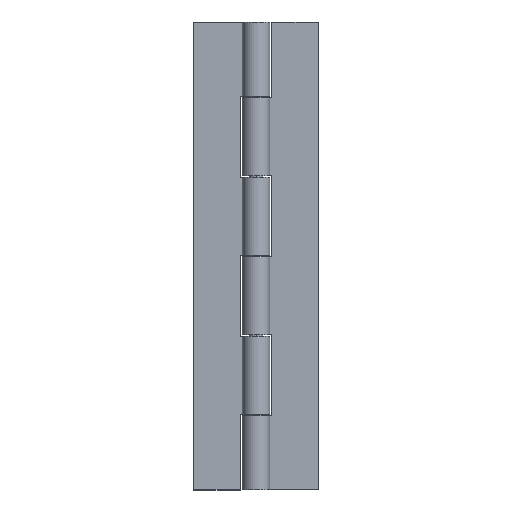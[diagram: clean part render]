
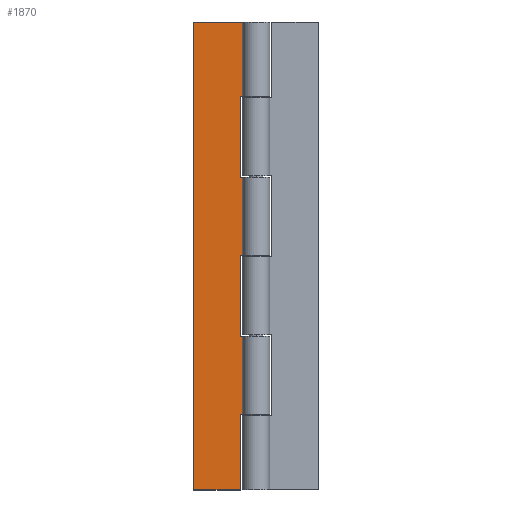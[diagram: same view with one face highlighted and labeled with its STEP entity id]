
A CAD part, top view. The second image highlights one B-rep face of the part: STEP entity #1870.
In plain terms, the highlighted planar face has unit normal (0, 0, 1).
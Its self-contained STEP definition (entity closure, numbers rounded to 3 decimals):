
#49 = EDGE_CURVE ( 'NONE', #70, #53, #828, .T. ) ;
#53 = VERTEX_POINT ( 'NONE', #822 ) ;
#54 = VERTEX_POINT ( 'NONE', #821 ) ;
#55 = ORIENTED_EDGE ( 'NONE', *, *, #56, .F. ) ;
#56 = EDGE_CURVE ( 'NONE', #54, #53, #884, .T. ) ;
#57 = ORIENTED_EDGE ( 'NONE', *, *, #62, .T. ) ;
#58 = ORIENTED_EDGE ( 'NONE', *, *, #65, .T. ) ;
#59 = ORIENTED_EDGE ( 'NONE', *, *, #619, .F. ) ;
#60 = ORIENTED_EDGE ( 'NONE', *, *, #61, .T. ) ;
#61 = EDGE_CURVE ( 'NONE', #632, #1871, #880, .T. ) ;
#62 = EDGE_CURVE ( 'NONE', #68, #69, #876, .T. ) ;
#63 = ORIENTED_EDGE ( 'NONE', *, *, #49, .T. ) ;
#64 = ORIENTED_EDGE ( 'NONE', *, *, #66, .T. ) ;
#65 = EDGE_CURVE ( 'NONE', #69, #628, #872, .T. ) ;
#66 = EDGE_CURVE ( 'NONE', #54, #68, #868, .T. ) ;
#67 = ORIENTED_EDGE ( 'NONE', *, *, #73, .T. ) ;
#68 = VERTEX_POINT ( 'NONE', #864 ) ;
#69 = VERTEX_POINT ( 'NONE', #863 ) ;
#70 = VERTEX_POINT ( 'NONE', #862 ) ;
#73 = EDGE_CURVE ( 'NONE', #614, #70, #861, .T. ) ;
#614 = VERTEX_POINT ( 'NONE', #1099 ) ;
#617 = EDGE_CURVE ( 'NONE', #618, #614, #1094, .T. ) ;
#618 = VERTEX_POINT ( 'NONE', #1090 ) ;
#619 = EDGE_CURVE ( 'NONE', #632, #628, #1089, .T. ) ;
#628 = VERTEX_POINT ( 'NONE', #1136 ) ;
#632 = VERTEX_POINT ( 'NONE', #1129 ) ;
#648 = VERTEX_POINT ( 'NONE', #1168 ) ;
#650 = EDGE_CURVE ( 'NONE', #648, #656, #1167, .T. ) ;
#656 = VERTEX_POINT ( 'NONE', #1157 ) ;
#658 = EDGE_CURVE ( 'NONE', #656, #659, #1156, .T. ) ;
#659 = VERTEX_POINT ( 'NONE', #1152 ) ;
#821 = CARTESIAN_POINT ( 'NONE',  ( -2.872, -20.6, -2. ) ) ;
#822 = CARTESIAN_POINT ( 'NONE',  ( -2.872, -40.6, -2. ) ) ;
#825 = DIRECTION ( 'NONE',  ( 1., 0., 0. ) ) ;
#826 = VECTOR ( 'NONE', #825, 1000. ) ;
#827 = CARTESIAN_POINT ( 'NONE',  ( -2.872, -40.6, -2. ) ) ;
#828 = LINE ( 'NONE', #827, #826 ) ;
#858 = DIRECTION ( 'NONE',  ( 0., 1., 0. ) ) ;
#859 = VECTOR ( 'NONE', #858, 1000. ) ;
#860 = CARTESIAN_POINT ( 'NONE',  ( -4., 60., -2. ) ) ;
#861 = LINE ( 'NONE', #860, #859 ) ;
#862 = CARTESIAN_POINT ( 'NONE',  ( -4., -40.6, -2. ) ) ;
#863 = CARTESIAN_POINT ( 'NONE',  ( -4., 0.2, -2. ) ) ;
#864 = CARTESIAN_POINT ( 'NONE',  ( -4., -20.6, -2. ) ) ;
#865 = DIRECTION ( 'NONE',  ( -1., 0., 0. ) ) ;
#866 = VECTOR ( 'NONE', #865, 1000. ) ;
#867 = CARTESIAN_POINT ( 'NONE',  ( -2.872, -20.6, -2. ) ) ;
#868 = LINE ( 'NONE', #867, #866 ) ;
#869 = DIRECTION ( 'NONE',  ( 1., 0., 0. ) ) ;
#870 = VECTOR ( 'NONE', #869, 1000. ) ;
#871 = CARTESIAN_POINT ( 'NONE',  ( -2.872, 0.2, -2. ) ) ;
#872 = LINE ( 'NONE', #871, #870 ) ;
#873 = DIRECTION ( 'NONE',  ( 0., 1., 0. ) ) ;
#874 = VECTOR ( 'NONE', #873, 1000. ) ;
#875 = CARTESIAN_POINT ( 'NONE',  ( -4., 60., -2. ) ) ;
#876 = LINE ( 'NONE', #875, #874 ) ;
#877 = DIRECTION ( 'NONE',  ( -1., 0., 0. ) ) ;
#878 = VECTOR ( 'NONE', #877, 1000. ) ;
#879 = CARTESIAN_POINT ( 'NONE',  ( -2.872, 20.2, -2. ) ) ;
#880 = LINE ( 'NONE', #879, #878 ) ;
#881 = DIRECTION ( 'NONE',  ( 0., -1., 0. ) ) ;
#882 = VECTOR ( 'NONE', #881, 1000. ) ;
#883 = CARTESIAN_POINT ( 'NONE',  ( -2.872, 60., -2. ) ) ;
#884 = LINE ( 'NONE', #883, #882 ) ;
#1086 = DIRECTION ( 'NONE',  ( 0., -1., 0. ) ) ;
#1087 = VECTOR ( 'NONE', #1086, 1000. ) ;
#1088 = CARTESIAN_POINT ( 'NONE',  ( -2.872, 60., -2. ) ) ;
#1089 = LINE ( 'NONE', #1088, #1087 ) ;
#1090 = CARTESIAN_POINT ( 'NONE',  ( -16., -60., -2. ) ) ;
#1091 = DIRECTION ( 'NONE',  ( 1., 0., 0. ) ) ;
#1092 = VECTOR ( 'NONE', #1091, 1000. ) ;
#1093 = CARTESIAN_POINT ( 'NONE',  ( -2.872, -60., -2. ) ) ;
#1094 = LINE ( 'NONE', #1093, #1092 ) ;
#1099 = CARTESIAN_POINT ( 'NONE',  ( -4., -60., -2. ) ) ;
#1129 = CARTESIAN_POINT ( 'NONE',  ( -2.872, 20.2, -2. ) ) ;
#1136 = CARTESIAN_POINT ( 'NONE',  ( -2.872, 0.2, -2. ) ) ;
#1152 = CARTESIAN_POINT ( 'NONE',  ( -2.872, 41., -2. ) ) ;
#1153 = DIRECTION ( 'NONE',  ( 0., -1., 0. ) ) ;
#1154 = VECTOR ( 'NONE', #1153, 1000. ) ;
#1155 = CARTESIAN_POINT ( 'NONE',  ( -2.872, 60., -2. ) ) ;
#1156 = LINE ( 'NONE', #1155, #1154 ) ;
#1157 = CARTESIAN_POINT ( 'NONE',  ( -2.872, 60., -2. ) ) ;
#1164 = DIRECTION ( 'NONE',  ( 1., 0., 0. ) ) ;
#1165 = VECTOR ( 'NONE', #1164, 1000. ) ;
#1166 = CARTESIAN_POINT ( 'NONE',  ( -2.872, 60., -2. ) ) ;
#1167 = LINE ( 'NONE', #1166, #1165 ) ;
#1168 = CARTESIAN_POINT ( 'NONE',  ( -16., 60., -2. ) ) ;
#1521 = DIRECTION ( 'NONE',  ( 1., 0., 0. ) ) ;
#1522 = VECTOR ( 'NONE', #1521, 1000. ) ;
#1523 = CARTESIAN_POINT ( 'NONE',  ( -2.872, 41., -2. ) ) ;
#1524 = LINE ( 'NONE', #1523, #1522 ) ;
#1535 = AXIS2_PLACEMENT_3D ( 'NONE', #1598, #1597, #1596 ) ;
#1536 = PLANE ( 'NONE',  #1535 ) ;
#1537 = FACE_OUTER_BOUND ( 'NONE', #1873, .T. ) ;
#1538 = CARTESIAN_POINT ( 'NONE',  ( -4., 41., -2. ) ) ;
#1539 = DIRECTION ( 'NONE',  ( 0., 1., 0. ) ) ;
#1540 = VECTOR ( 'NONE', #1539, 1000. ) ;
#1541 = CARTESIAN_POINT ( 'NONE',  ( -4., 60., -2. ) ) ;
#1542 = LINE ( 'NONE', #1541, #1540 ) ;
#1587 = DIRECTION ( 'NONE',  ( 0., -1., 0. ) ) ;
#1588 = VECTOR ( 'NONE', #1587, 1000. ) ;
#1589 = CARTESIAN_POINT ( 'NONE',  ( -16., 60., -2. ) ) ;
#1590 = LINE ( 'NONE', #1589, #1588 ) ;
#1595 = CARTESIAN_POINT ( 'NONE',  ( -4., 20.2, -2. ) ) ;
#1596 = DIRECTION ( 'NONE',  ( -1., 0., 0. ) ) ;
#1597 = DIRECTION ( 'NONE',  ( 0., 0., -1. ) ) ;
#1598 = CARTESIAN_POINT ( 'NONE',  ( -2.872, 60., -2. ) ) ;
#1839 = ORIENTED_EDGE ( 'NONE', *, *, #1845, .T. ) ;
#1840 = ORIENTED_EDGE ( 'NONE', *, *, #658, .F. ) ;
#1841 = ORIENTED_EDGE ( 'NONE', *, *, #1875, .T. ) ;
#1845 = EDGE_CURVE ( 'NONE', #1869, #659, #1524, .T. ) ;
#1847 = ORIENTED_EDGE ( 'NONE', *, *, #650, .F. ) ;
#1848 = ORIENTED_EDGE ( 'NONE', *, *, #617, .T. ) ;
#1868 = EDGE_CURVE ( 'NONE', #1871, #1869, #1542, .T. ) ;
#1869 = VERTEX_POINT ( 'NONE', #1538 ) ;
#1870 = ADVANCED_FACE ( 'NONE', ( #1537 ), #1536, .F. ) ;
#1871 = VERTEX_POINT ( 'NONE', #1595 ) ;
#1873 = EDGE_LOOP ( 'NONE', ( #1874, #1839, #1840, #1847, #1841, #1848, #67, #63, #55, #64, #57, #58, #59, #60 ) ) ;
#1874 = ORIENTED_EDGE ( 'NONE', *, *, #1868, .T. ) ;
#1875 = EDGE_CURVE ( 'NONE', #648, #618, #1590, .T. ) ;
